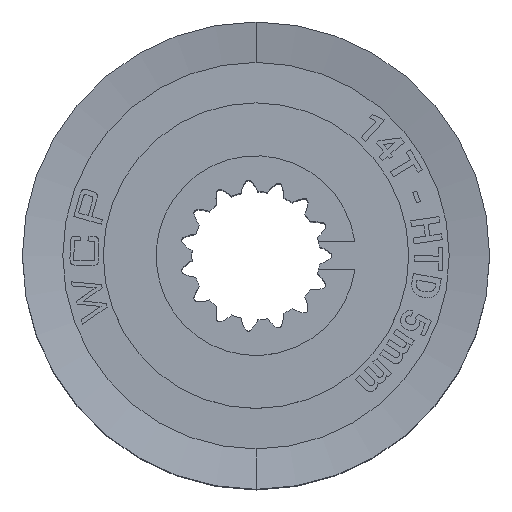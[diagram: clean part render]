
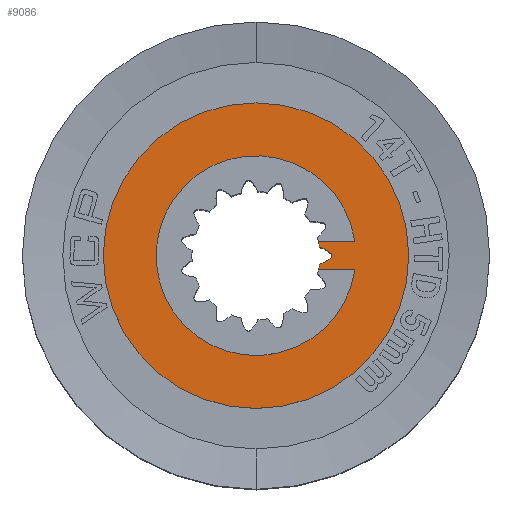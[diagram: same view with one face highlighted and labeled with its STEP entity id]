
A CAD part, top view. The second image highlights one B-rep face of the part: STEP entity #9086.
In plain terms, the highlighted planar face has unit normal (0, 0, 1).
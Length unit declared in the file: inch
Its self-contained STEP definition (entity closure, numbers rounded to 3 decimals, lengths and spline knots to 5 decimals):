
#420 = CARTESIAN_POINT ( 'NONE',  ( 0.16605, -0.00014, 0.42766 ) ) ;
#477 = CIRCLE ( 'NONE', #12749, 0.33465 ) ;
#489 = AXIS2_PLACEMENT_3D ( 'NONE', #11240, #3317, #9966 ) ;
#673 = CARTESIAN_POINT ( 'NONE',  ( 0.16605, 0.00084, 0.42766 ) ) ;
#744 = AXIS2_PLACEMENT_3D ( 'NONE', #1886, #7077, #12296 ) ;
#1097 = B_SPLINE_CURVE_WITH_KNOTS ( 'NONE', 3,
 ( #4422, #14843, #12197, #10921, #5788, #11001, #16203, #1695, #10835, #8520, #7142, #12110, #14928, #16039, #11087, #420, #3243, #12365, #673, #4592, #15011, #8775, #14067, #10064, #6204, #2124, #11423, #16623, #7658, #13811, #4757, #12700, #4930 ),
 .UNSPECIFIED., .F., .F.,
 ( 4, 1, 1, 1, 1, 1, 1, 1, 1, 1, 1, 1, 1, 1, 1, 1, 1, 1, 1, 1, 1, 1, 1, 1, 1, 1, 1, 1, 1, 1, 4 ),
 ( 0.0844, 0.1033, 0.14752, 0.19664, 0.25065, 0.30956, 0.37336, 0.41859, 0.42978, 0.44097, 0.45216, 0.46335, 0.47455, 0.49657, 0.49828, 0.5, 0.50172, 0.50343, 0.52545, 0.53665, 0.54784, 0.55903, 0.57022, 0.58141, 0.62664, 0.69044, 0.74935, 0.80336, 0.85248, 0.8967, 0.9156 ),
 .UNSPECIFIED. ) ;
#1277 = EDGE_CURVE ( 'NONE', #15604, #3546, #11013, .T. ) ;
#1695 = CARTESIAN_POINT ( 'NONE',  ( 0.16007, -0.00852, 0.42766 ) ) ;
#1823 = VERTEX_POINT ( 'NONE', #8904 ) ;
#1886 = CARTESIAN_POINT ( 'NONE',  ( 0., 0.33465, 0.42766 ) ) ;
#2124 = CARTESIAN_POINT ( 'NONE',  ( 0.16007, 0.00852, 0.42766 ) ) ;
#2202 = LINE ( 'NONE', #4499, #9107 ) ;
#2887 = DIRECTION ( 'NONE',  ( -1., 0., 0. ) ) ;
#3151 = DIRECTION ( 'NONE',  ( 1., 0., 0. ) ) ;
#3159 = ORIENTED_EDGE ( 'NONE', *, *, #14776, .F. ) ;
#3243 = CARTESIAN_POINT ( 'NONE',  ( 0.16605, 0., 0.42766 ) ) ;
#3317 = DIRECTION ( 'NONE',  ( 0., 0., 1. ) ) ;
#3546 = VERTEX_POINT ( 'NONE', #7726 ) ;
#3645 = DIRECTION ( 'NONE',  ( 1., 0., 0. ) ) ;
#4155 = EDGE_LOOP ( 'NONE', ( #3159, #4375, #10814, #14788, #4173, #9414 ) ) ;
#4173 = ORIENTED_EDGE ( 'NONE', *, *, #1277, .F. ) ;
#4375 = ORIENTED_EDGE ( 'NONE', *, *, #11775, .T. ) ;
#4422 = CARTESIAN_POINT ( 'NONE',  ( 0.13916, -0.0188, 0.42766 ) ) ;
#4436 = FACE_BOUND ( 'NONE', #4155, .T. ) ;
#4499 = CARTESIAN_POINT ( 'NONE',  ( 0.10832, -0.03125, 0.42766 ) ) ;
#4592 = CARTESIAN_POINT ( 'NONE',  ( 0.16594, 0.00181, 0.42766 ) ) ;
#4757 = CARTESIAN_POINT ( 'NONE',  ( 0.14132, 0.01813, 0.42766 ) ) ;
#4930 = CARTESIAN_POINT ( 'NONE',  ( 0.13916, 0.0188, 0.42766 ) ) ;
#5119 = EDGE_CURVE ( 'NONE', #15604, #8481, #2202, .T. ) ;
#5269 = EDGE_CURVE ( 'NONE', #13409, #8607, #14824, .T. ) ;
#5393 = CIRCLE ( 'NONE', #489, 0.14043 ) ;
#5421 = CARTESIAN_POINT ( 'NONE',  ( 0., 0., 0.42766 ) ) ;
#5720 = FACE_OUTER_BOUND ( 'NONE', #15972, .T. ) ;
#5788 = CARTESIAN_POINT ( 'NONE',  ( 0.14797, -0.01547, 0.42766 ) ) ;
#5811 = AXIS2_PLACEMENT_3D ( 'NONE', #9939, #15315, #15400 ) ;
#6204 = CARTESIAN_POINT ( 'NONE',  ( 0.16289, 0.00673, 0.42766 ) ) ;
#6747 = VECTOR ( 'NONE', #2887, 39.37008 ) ;
#7077 = DIRECTION ( 'NONE',  ( 0., 0., -1. ) ) ;
#7142 = CARTESIAN_POINT ( 'NONE',  ( 0.16475, -0.00464, 0.42766 ) ) ;
#7248 = ORIENTED_EDGE ( 'NONE', *, *, #5269, .T. ) ;
#7404 = CARTESIAN_POINT ( 'NONE',  ( 0.13691, -0.03125, 0.42766 ) ) ;
#7658 = CARTESIAN_POINT ( 'NONE',  ( 0.14797, 0.01547, 0.42766 ) ) ;
#7709 = CARTESIAN_POINT ( 'NONE',  ( 0.21651, 0.03125, 0.42766 ) ) ;
#7725 = DIRECTION ( 'NONE',  ( 0., 0., 1. ) ) ;
#7726 = CARTESIAN_POINT ( 'NONE',  ( 0.13916, -0.0188, 0.42766 ) ) ;
#7907 = CARTESIAN_POINT ( 'NONE',  ( 0., 0., 0.42766 ) ) ;
#8012 = VERTEX_POINT ( 'NONE', #8448 ) ;
#8364 = PLANE ( 'NONE',  #744 ) ;
#8448 = CARTESIAN_POINT ( 'NONE',  ( 0.13691, 0.03125, 0.42766 ) ) ;
#8481 = VERTEX_POINT ( 'NONE', #9255 ) ;
#8520 = CARTESIAN_POINT ( 'NONE',  ( 0.16419, -0.00538, 0.42766 ) ) ;
#8607 = VERTEX_POINT ( 'NONE', #12316 ) ;
#8775 = CARTESIAN_POINT ( 'NONE',  ( 0.16522, 0.00384, 0.42766 ) ) ;
#8904 = CARTESIAN_POINT ( 'NONE',  ( 0.13916, 0.0188, 0.42766 ) ) ;
#9086 = ADVANCED_FACE ( 'NONE', ( #5720, #4436 ), #8364, .F. ) ;
#9107 = VECTOR ( 'NONE', #3151, 39.37008 ) ;
#9255 = CARTESIAN_POINT ( 'NONE',  ( 0.21651, -0.03125, 0.42766 ) ) ;
#9268 = DIRECTION ( 'NONE',  ( 1., 0., 0. ) ) ;
#9414 = ORIENTED_EDGE ( 'NONE', *, *, #5119, .T. ) ;
#9939 = CARTESIAN_POINT ( 'NONE',  ( 0., 0., 0.42766 ) ) ;
#9966 = DIRECTION ( 'NONE',  ( -1., 0., 0. ) ) ;
#10064 = CARTESIAN_POINT ( 'NONE',  ( 0.16419, 0.00538, 0.42766 ) ) ;
#10543 = EDGE_CURVE ( 'NONE', #8607, #13409, #477, .T. ) ;
#10814 = ORIENTED_EDGE ( 'NONE', *, *, #11264, .F. ) ;
#10835 = CARTESIAN_POINT ( 'NONE',  ( 0.16289, -0.00673, 0.42766 ) ) ;
#10885 = AXIS2_PLACEMENT_3D ( 'NONE', #5421, #7725, #9268 ) ;
#10921 = CARTESIAN_POINT ( 'NONE',  ( 0.14424, -0.01707, 0.42766 ) ) ;
#11001 = CARTESIAN_POINT ( 'NONE',  ( 0.15198, -0.01348, 0.42766 ) ) ;
#11013 = CIRCLE ( 'NONE', #5811, 0.14043 ) ;
#11087 = CARTESIAN_POINT ( 'NONE',  ( 0.16605, -0.00084, 0.42766 ) ) ;
#11240 = CARTESIAN_POINT ( 'NONE',  ( 0., 0., 0.42766 ) ) ;
#11264 = EDGE_CURVE ( 'NONE', #1823, #8012, #5393, .T. ) ;
#11423 = CARTESIAN_POINT ( 'NONE',  ( 0.15623, 0.01109, 0.42766 ) ) ;
#11589 = CARTESIAN_POINT ( 'NONE',  ( 0., 0., 0.42766 ) ) ;
#11775 = EDGE_CURVE ( 'NONE', #15899, #8012, #15862, .T. ) ;
#12007 = DIRECTION ( 'NONE',  ( 0., 0., 1. ) ) ;
#12110 = CARTESIAN_POINT ( 'NONE',  ( 0.16522, -0.00384, 0.42766 ) ) ;
#12197 = CARTESIAN_POINT ( 'NONE',  ( 0.14132, -0.01813, 0.42766 ) ) ;
#12296 = DIRECTION ( 'NONE',  ( -1., 0., 0. ) ) ;
#12316 = CARTESIAN_POINT ( 'NONE',  ( 0.33465, 0., 0.42766 ) ) ;
#12365 = CARTESIAN_POINT ( 'NONE',  ( 0.16605, 0.00014, 0.42766 ) ) ;
#12605 = EDGE_CURVE ( 'NONE', #3546, #1823, #1097, .T. ) ;
#12700 = CARTESIAN_POINT ( 'NONE',  ( 0.13966, 0.01865, 0.42766 ) ) ;
#12749 = AXIS2_PLACEMENT_3D ( 'NONE', #11589, #16784, #3645 ) ;
#13409 = VERTEX_POINT ( 'NONE', #15439 ) ;
#13462 = CARTESIAN_POINT ( 'NONE',  ( 0.10832, 0.03125, 0.42766 ) ) ;
#13744 = ORIENTED_EDGE ( 'NONE', *, *, #10543, .T. ) ;
#13811 = CARTESIAN_POINT ( 'NONE',  ( 0.14424, 0.01707, 0.42766 ) ) ;
#14067 = CARTESIAN_POINT ( 'NONE',  ( 0.16475, 0.00464, 0.42766 ) ) ;
#14164 = CIRCLE ( 'NONE', #10885, 0.21875 ) ;
#14776 = EDGE_CURVE ( 'NONE', #15899, #8481, #14164, .T. ) ;
#14788 = ORIENTED_EDGE ( 'NONE', *, *, #12605, .F. ) ;
#14824 = CIRCLE ( 'NONE', #15374, 0.33465 ) ;
#14843 = CARTESIAN_POINT ( 'NONE',  ( 0.13966, -0.01865, 0.42766 ) ) ;
#14928 = CARTESIAN_POINT ( 'NONE',  ( 0.16559, -0.00299, 0.42766 ) ) ;
#15011 = CARTESIAN_POINT ( 'NONE',  ( 0.16559, 0.00299, 0.42766 ) ) ;
#15315 = DIRECTION ( 'NONE',  ( 0., 0., 1. ) ) ;
#15374 = AXIS2_PLACEMENT_3D ( 'NONE', #7907, #12007, #15931 ) ;
#15400 = DIRECTION ( 'NONE',  ( -1., 0., 0. ) ) ;
#15439 = CARTESIAN_POINT ( 'NONE',  ( -0.33465, 0., 0.42766 ) ) ;
#15604 = VERTEX_POINT ( 'NONE', #7404 ) ;
#15862 = LINE ( 'NONE', #13462, #6747 ) ;
#15899 = VERTEX_POINT ( 'NONE', #7709 ) ;
#15931 = DIRECTION ( 'NONE',  ( 1., 0., 0. ) ) ;
#15972 = EDGE_LOOP ( 'NONE', ( #13744, #7248 ) ) ;
#16039 = CARTESIAN_POINT ( 'NONE',  ( 0.16594, -0.00181, 0.42766 ) ) ;
#16203 = CARTESIAN_POINT ( 'NONE',  ( 0.15623, -0.01109, 0.42766 ) ) ;
#16623 = CARTESIAN_POINT ( 'NONE',  ( 0.15198, 0.01348, 0.42766 ) ) ;
#16784 = DIRECTION ( 'NONE',  ( 0., 0., 1. ) ) ;
